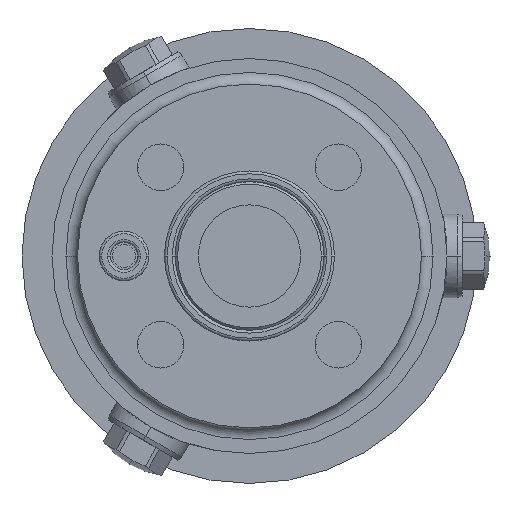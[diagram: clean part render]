
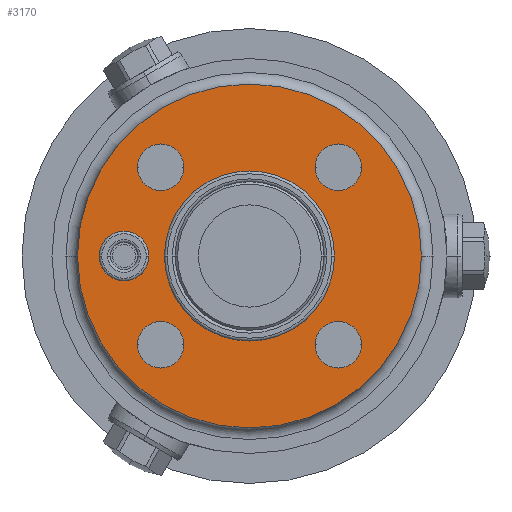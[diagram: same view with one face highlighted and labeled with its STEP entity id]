
A CAD part, front view. The second image highlights one B-rep face of the part: STEP entity #3170.
In plain terms, the highlighted planar face has unit normal (0, -1, 0).
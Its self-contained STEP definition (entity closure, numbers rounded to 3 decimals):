
#609=CARTESIAN_POINT('',(0.,0.,0.));
#610=DIRECTION('',(0.,1.,0.));
#611=DIRECTION('',(1.,0.,0.));
#612=AXIS2_PLACEMENT_3D('',#609,#610,#611);
#624=CARTESIAN_POINT('',(0.,0.,0.));
#625=DIRECTION('',(0.,-1.,0.));
#626=DIRECTION('',(1.,0.,0.));
#627=AXIS2_PLACEMENT_3D('',#624,#625,#626);
#655=CARTESIAN_POINT('',(19.1,0.,19.1));
#656=DIRECTION('',(0.,-1.,0.));
#657=DIRECTION('',(-1.,0.,0.));
#658=AXIS2_PLACEMENT_3D('',#655,#656,#657);
#663=CARTESIAN_POINT('',(19.1,0.,19.1));
#664=DIRECTION('',(0.,-1.,0.));
#665=DIRECTION('',(1.,0.,0.));
#666=AXIS2_PLACEMENT_3D('',#663,#664,#665);
#671=CARTESIAN_POINT('',(-19.1,0.,19.1));
#672=DIRECTION('',(0.,-1.,0.));
#673=DIRECTION('',(-1.,0.,0.));
#674=AXIS2_PLACEMENT_3D('',#671,#672,#673);
#679=CARTESIAN_POINT('',(-19.1,0.,19.1));
#680=DIRECTION('',(0.,-1.,0.));
#681=DIRECTION('',(1.,0.,0.));
#682=AXIS2_PLACEMENT_3D('',#679,#680,#681);
#687=CARTESIAN_POINT('',(19.1,0.,-19.1));
#688=DIRECTION('',(0.,-1.,0.));
#689=DIRECTION('',(-1.,0.,0.));
#690=AXIS2_PLACEMENT_3D('',#687,#688,#689);
#695=CARTESIAN_POINT('',(19.1,0.,-19.1));
#696=DIRECTION('',(0.,-1.,0.));
#697=DIRECTION('',(1.,0.,0.));
#698=AXIS2_PLACEMENT_3D('',#695,#696,#697);
#703=CARTESIAN_POINT('',(-19.1,0.,-19.1));
#704=DIRECTION('',(0.,-1.,0.));
#705=DIRECTION('',(-1.,0.,0.));
#706=AXIS2_PLACEMENT_3D('',#703,#704,#705);
#711=CARTESIAN_POINT('',(-19.1,0.,-19.1));
#712=DIRECTION('',(0.,-1.,0.));
#713=DIRECTION('',(1.,0.,0.));
#714=AXIS2_PLACEMENT_3D('',#711,#712,#713);
#735=CARTESIAN_POINT('',(-27.,0.,0.));
#736=DIRECTION('',(0.,1.,0.));
#737=DIRECTION('',(1.,0.,0.));
#738=AXIS2_PLACEMENT_3D('',#735,#736,#737);
#743=CARTESIAN_POINT('',(-27.,0.,0.));
#744=DIRECTION('',(0.,1.,0.));
#745=DIRECTION('',(-1.,0.,0.));
#746=AXIS2_PLACEMENT_3D('',#743,#744,#745);
#751=CARTESIAN_POINT('',(0.,0.,0.));
#752=DIRECTION('',(0.,1.,0.));
#753=DIRECTION('',(-1.,0.,0.));
#754=AXIS2_PLACEMENT_3D('',#751,#752,#753);
#759=CARTESIAN_POINT('',(0.,0.,0.));
#760=DIRECTION('',(0.,1.,0.));
#761=DIRECTION('',(1.,0.,0.));
#762=AXIS2_PLACEMENT_3D('',#759,#760,#761);
#2381=CARTESIAN_POINT('',(37.,0.,0.));
#2383=VERTEX_POINT('',#2381);
#2405=CARTESIAN_POINT('',(-37.,0.,0.));
#2407=VERTEX_POINT('',#2405);
#2447=CARTESIAN_POINT('',(14.1,0.,19.1));
#2448=CARTESIAN_POINT('',(24.1,0.,19.1));
#2449=VERTEX_POINT('',#2447);
#2450=VERTEX_POINT('',#2448);
#2461=CARTESIAN_POINT('',(-24.1,0.,19.1));
#2462=VERTEX_POINT('',#2461);
#2463=CARTESIAN_POINT('',(-14.1,0.,19.1));
#2464=VERTEX_POINT('',#2463);
#2475=CARTESIAN_POINT('',(14.1,0.,-19.1));
#2476=VERTEX_POINT('',#2475);
#2477=CARTESIAN_POINT('',(24.1,0.,-19.1));
#2478=VERTEX_POINT('',#2477);
#2489=CARTESIAN_POINT('',(-24.1,0.,-19.1));
#2490=VERTEX_POINT('',#2489);
#2491=CARTESIAN_POINT('',(-14.1,0.,-19.1));
#2492=VERTEX_POINT('',#2491);
#2505=CARTESIAN_POINT('',(-22.2,0.,0.));
#2506=CARTESIAN_POINT('',(-31.8,0.,0.));
#2507=VERTEX_POINT('',#2505);
#2508=VERTEX_POINT('',#2506);
#2529=CARTESIAN_POINT('',(-17.7,0.,0.));
#2530=CARTESIAN_POINT('',(17.7,0.,0.));
#2531=VERTEX_POINT('',#2529);
#2532=VERTEX_POINT('',#2530);
#3125=CARTESIAN_POINT('',(0.,0.,0.));
#3126=DIRECTION('',(0.,1.,0.));
#3127=DIRECTION('',(1.,0.,0.));
#3128=AXIS2_PLACEMENT_3D('',#3125,#3126,#3127);
#3129=PLANE('',#3128);
#3130=ORIENTED_EDGE('',*,*,#3107,.T.);
#3131=ORIENTED_EDGE('',*,*,#3118,.F.);
#3132=EDGE_LOOP('',(#3130,#3131));
#3133=FACE_OUTER_BOUND('',#3132,.F.);
#3135=ORIENTED_EDGE('',*,*,#3134,.T.);
#3137=ORIENTED_EDGE('',*,*,#3136,.T.);
#3138=EDGE_LOOP('',(#3135,#3137));
#3139=FACE_BOUND('',#3138,.F.);
#3141=ORIENTED_EDGE('',*,*,#3140,.T.);
#3143=ORIENTED_EDGE('',*,*,#3142,.T.);
#3144=EDGE_LOOP('',(#3141,#3143));
#3145=FACE_BOUND('',#3144,.F.);
#3147=ORIENTED_EDGE('',*,*,#3146,.T.);
#3149=ORIENTED_EDGE('',*,*,#3148,.T.);
#3150=EDGE_LOOP('',(#3147,#3149));
#3151=FACE_BOUND('',#3150,.F.);
#3153=ORIENTED_EDGE('',*,*,#3152,.T.);
#3155=ORIENTED_EDGE('',*,*,#3154,.T.);
#3156=EDGE_LOOP('',(#3153,#3155));
#3157=FACE_BOUND('',#3156,.F.);
#3159=ORIENTED_EDGE('',*,*,#3158,.F.);
#3161=ORIENTED_EDGE('',*,*,#3160,.F.);
#3162=EDGE_LOOP('',(#3159,#3161));
#3163=FACE_BOUND('',#3162,.F.);
#3165=ORIENTED_EDGE('',*,*,#3164,.F.);
#3167=ORIENTED_EDGE('',*,*,#3166,.F.);
#3168=EDGE_LOOP('',(#3165,#3167));
#3169=FACE_BOUND('',#3168,.F.);
#613=CIRCLE('',#612,37.);
#628=CIRCLE('',#627,37.);
#659=CIRCLE('',#658,5.);
#667=CIRCLE('',#666,5.);
#675=CIRCLE('',#674,5.);
#683=CIRCLE('',#682,5.);
#691=CIRCLE('',#690,5.);
#699=CIRCLE('',#698,5.);
#707=CIRCLE('',#706,5.);
#715=CIRCLE('',#714,5.);
#739=CIRCLE('',#738,4.8);
#747=CIRCLE('',#746,4.8);
#755=CIRCLE('',#754,17.7);
#763=CIRCLE('',#762,17.7);
#3107=EDGE_CURVE('',#2383,#2407,#613,.T.);
#3118=EDGE_CURVE('',#2383,#2407,#628,.T.);
#3134=EDGE_CURVE('',#2449,#2450,#659,.T.);
#3136=EDGE_CURVE('',#2450,#2449,#667,.T.);
#3140=EDGE_CURVE('',#2462,#2464,#675,.T.);
#3142=EDGE_CURVE('',#2464,#2462,#683,.T.);
#3146=EDGE_CURVE('',#2476,#2478,#691,.T.);
#3148=EDGE_CURVE('',#2478,#2476,#699,.T.);
#3152=EDGE_CURVE('',#2490,#2492,#707,.T.);
#3154=EDGE_CURVE('',#2492,#2490,#715,.T.);
#3158=EDGE_CURVE('',#2507,#2508,#739,.T.);
#3160=EDGE_CURVE('',#2508,#2507,#747,.T.);
#3164=EDGE_CURVE('',#2531,#2532,#755,.T.);
#3166=EDGE_CURVE('',#2532,#2531,#763,.T.);
#3170=ADVANCED_FACE('',(#3133,#3139,#3145,#3151,#3157,#3163,#3169),#3129,.F.);
